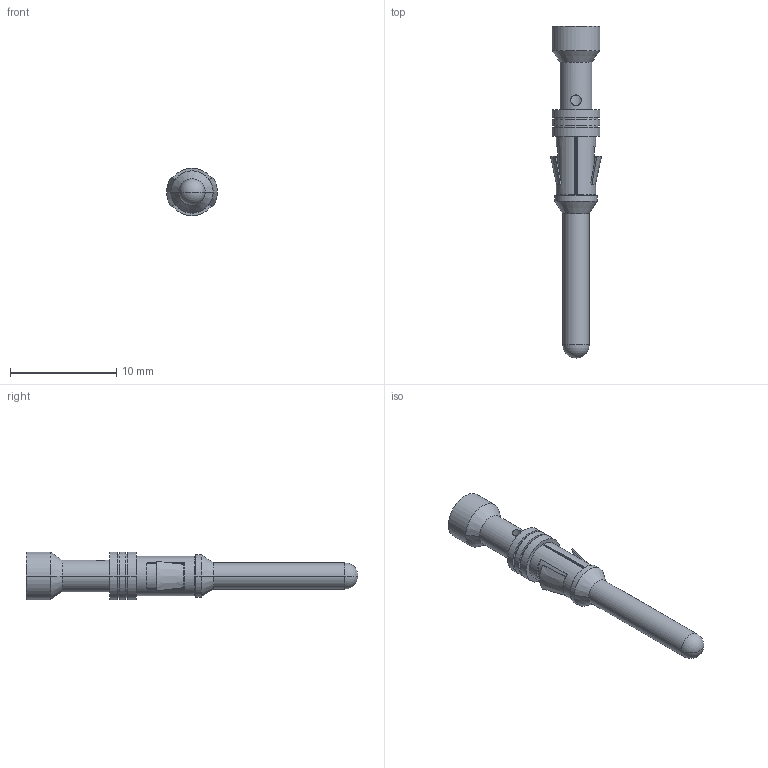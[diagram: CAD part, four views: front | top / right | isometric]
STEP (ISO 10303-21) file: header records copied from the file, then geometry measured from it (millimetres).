
FILE_DESCRIPTION((''),'2;1');
FILE_NAME('3D_1010212100901_CYGM25-1_5_V1_','2023-12-05T',('13539'),(''),'PRO/ENGINEER BY PARAMETRIC TECHNOLOGY CORPORATION, 2012480','PRO/ENGINEER BY PARAMETRIC TECHNOLOGY CORPORATION, 2012480','');
FILE_SCHEMA(('CONFIG_CONTROL_DESIGN'));
Length unit declared in the file: millimetre
Products named in the file (1): 3D_1010212100901_CYGM25-1_5_V1_
Bounding box: 4.8 x 31.3 x 4.5 mm (x, y, z)
Volume: 234.9 mm3; surface area: 436.7 mm2
Topology: 1 solids, 1 shells, 84 faces, 207 edges, 130 vertices
Faces by surface type: plane 37, cylinder 27, cone 14, torus 4, sphere 2
Entity records: 2568 total; most frequent: DIRECTION 472, CARTESIAN_POINT 468, ORIENTED_EDGE 406, EDGE_CURVE 203, AXIS2_PLACEMENT_3D 190, VERTEX_POINT 130, CIRCLE 106, EDGE_LOOP 95
